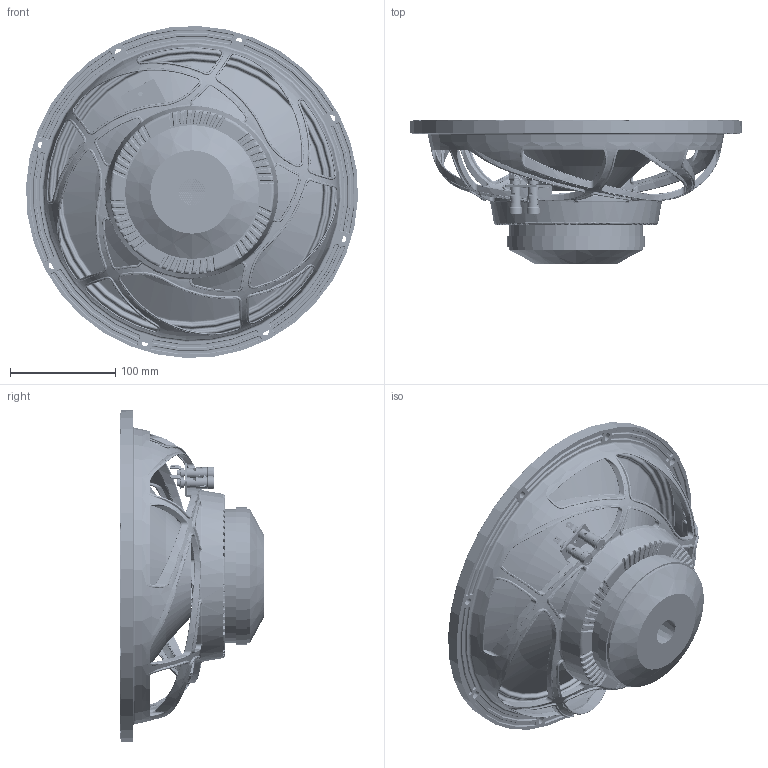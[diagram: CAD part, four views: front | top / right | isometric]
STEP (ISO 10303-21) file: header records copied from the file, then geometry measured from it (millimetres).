
FILE_DESCRIPTION (( 'STEP AP203' ), '1' );
FILE_NAME ('079&121-121NPM.STEP', '2023-04-17T02:03:43', ( '微软用户' ), ( '微软中国' ), 'SwSTEP 2.0', 'SolidWorks 2020', '' );
FILE_SCHEMA (( 'CONFIG_CONTROL_DESIGN' ));
Length unit declared in the file: millimetre
Products named in the file (1): 079&121-121NPM
Bounding box: 314.75 x 135.8 x 314.75 mm (x, y, z)
Volume: 837540.6 mm3; surface area: 553174.4 mm2
Topology: 30 solids, 30 shells, 4788 faces, 12686 edges, 7924 vertices
Faces by surface type: cylinder 1990, bspline 1719, torus 512, plane 374, cone 114, sphere 79
Entity records: 246251 total; most frequent: CARTESIAN_POINT 133035, ORIENTED_EDGE 25266, DIRECTION 21480, EDGE_CURVE 12633, AXIS2_PLACEMENT_3D 9281, VERTEX_POINT 7912, EDGE_LOOP 6331, CIRCLE 6211
